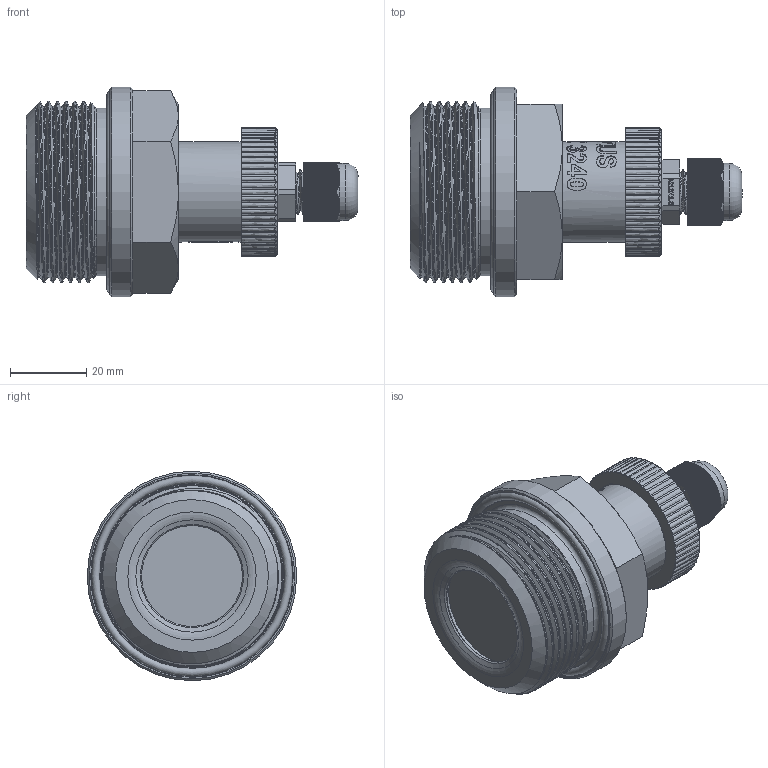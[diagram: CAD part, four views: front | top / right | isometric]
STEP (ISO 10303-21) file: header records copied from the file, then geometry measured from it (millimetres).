
FILE_DESCRIPTION(/* description */ (''),/* implementation_level */ '2;1');
FILE_NAME(/* name */ 'APZ3240_G1-1''2DIN-PVC_CableGland.step',/* time_stamp */ '2021-06-24T16:45:21+03:00',/* author */ (''),/* organization */ (''),/* preprocessor_version */ 'ST-DEVELOPER v18.1',/* originating_system */ 'Autodesk Translation Framework v10.9.0.1377',/* authorisation */ '');
FILE_SCHEMA (('AUTOMOTIVE_DESIGN { 1 0 10303 214 3 1 1 }'));
Products named in the file (9): апз 3240 заполненый; OMAL nut M27x1.5 v8; M12x1.5 Cable gland v4; Cable gland; Rubber gasket; M12 Domed nut; Ш100.000.001 v4; G1-1'2 DIN PVC; Shell
Assembly tree (7 placements, depth 3):
  апз 3240 заполненый
    OMAL nut M27x1.5 v8
    M12x1.5 Cable gland v4
      Cable gland
      Rubber gasket
      M12 Domed nut
    Ш100.000.001 v4
    Shell
  G1-1'2 DIN PVC
Bounding box: 87.15 x 55 x 55 mm (x, y, z)
Volume: 99811.8 mm3; surface area: 29715.6 mm2
Topology: 8 solids, 8 shells, 2716 faces, 7957 edges, 5307 vertices
Faces by surface type: plane 1487, cylinder 784, bspline 402, cone 26, torus 16, sphere 1
Full cylindrical faces by diameter (mm): 1 x6, 7.5 x1, 8 x1, 9.976 x5, 10 x6, 10.376 x4, 10.526 x3, 11.6 x4, 12 x5, 12.203 x3, 12.6 x1, 15 x1, 17 x1, 21.4 x2, 22.3 x1, 24.5 x1, 25.132 x3, 25.526 x4, 26.5 x5, 27.208 x5, 33.8 x1, 34.737 x4, 35.884 x3, 36.5 x1, 40 x2, 44 x1, 44.845 x6, 48.6 x1, 52.8 x1, 55 x1
Entity records: 118405 total; most frequent: CARTESIAN_POINT 49368, ORIENTED_EDGE 15914, DIRECTION 12449, EDGE_CURVE 7957, VERTEX_POINT 5307, LINE 4295, VECTOR 4295, AXIS2_PLACEMENT_3D 4077
